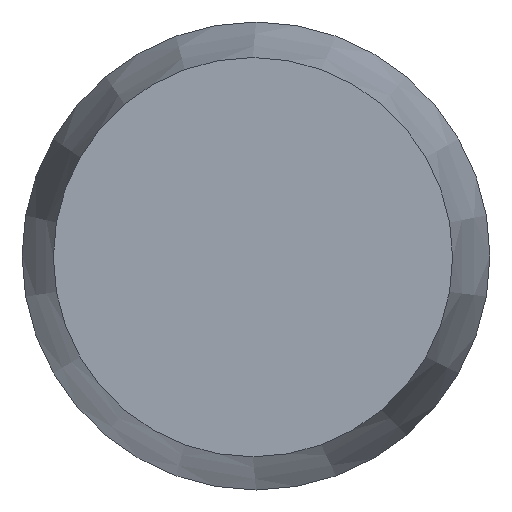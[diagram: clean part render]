
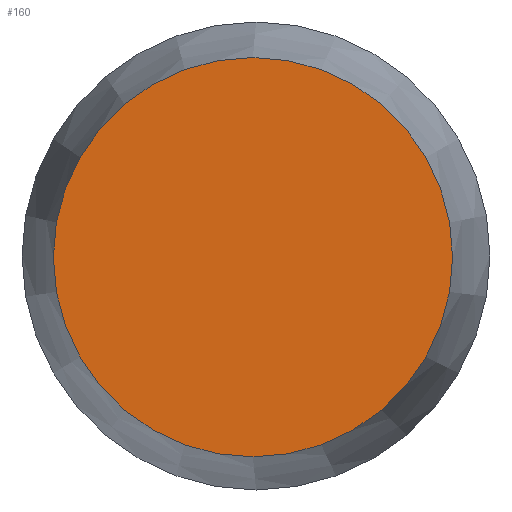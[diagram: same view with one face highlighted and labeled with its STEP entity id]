
A CAD part, top view. The second image highlights one B-rep face of the part: STEP entity #160.
In plain terms, the highlighted planar face has unit normal (-0.016, -0.008, 1).
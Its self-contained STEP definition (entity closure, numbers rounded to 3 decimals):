
#42=FACE_OUTER_BOUND('',#55,.T.);
#55=EDGE_LOOP('',(#115));
#71=CIRCLE('',#188,0.944);
#83=VERTEX_POINT('',#274);
#95=EDGE_CURVE('',#83,#83,#71,.T.);
#115=ORIENTED_EDGE('',*,*,#95,.T.);
#155=PLANE('',#187);
#160=ADVANCED_FACE('',(#42),#155,.T.);
#187=AXIS2_PLACEMENT_3D('',#273,#214,#215);
#188=AXIS2_PLACEMENT_3D('',#275,#216,#217);
#214=DIRECTION('center_axis',(-0.016,-0.008,
1.));
#215=DIRECTION('ref_axis',(0.,-1.,-0.008));
#216=DIRECTION('center_axis',(-0.016,-0.008,
1.));
#217=DIRECTION('ref_axis',(1.,0.,0.016));
#273=CARTESIAN_POINT('Origin',(-0.047,-0.024,1.));
#274=CARTESIAN_POINT('',(-0.047,0.92,1.007));
#275=CARTESIAN_POINT('Origin',(-0.047,-0.024,1.));
